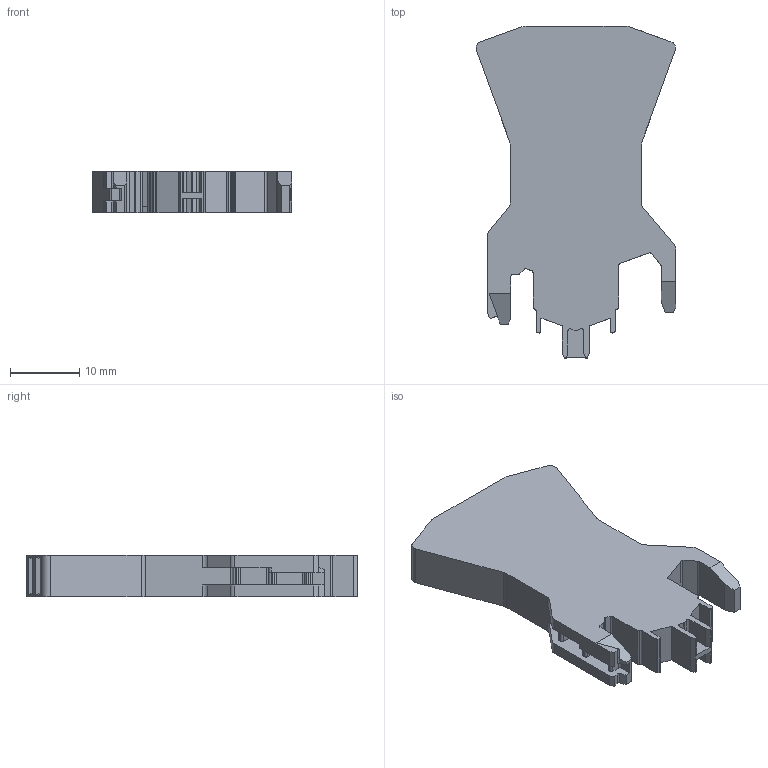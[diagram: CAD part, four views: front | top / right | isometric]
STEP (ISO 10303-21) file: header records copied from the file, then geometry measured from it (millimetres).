
FILE_DESCRIPTION(/* description */ (''),/* implementation_level */ '2;1');
FILE_NAME(/* name */ '3633_ZS_H3_ZTR_150_iso.stp',/* time_stamp */ '2011-08-04T15:17:27+02:00',/* author */ (''),/* organization */ (''),/* preprocessor_version */ 'ST-DEVELOPER v11',/* originating_system */ 'SIEMENS UGS NX 6.0',/* authorisation */ '');
FILE_SCHEMA (('CONFIG_CONTROL_DESIGN'));
Length unit declared in the file: millimetre
Products named in the file (1): 3633_ZS_H3_ZTR_150_iso
Bounding box: 28.95 x 48.1 x 6 mm (x, y, z)
Volume: 5461.4 mm3; surface area: 3289.9 mm2
Topology: 1 solids, 1 shells, 210 faces, 606 edges, 401 vertices
Faces by surface type: plane 139, cylinder 71
Entity records: 6984 total; most frequent: CARTESIAN_POINT 1221, ORIENTED_EDGE 1214, DIRECTION 1176, EDGE_CURVE 607, LINE 460, VECTOR 460, VERTEX_POINT 403, AXIS2_PLACEMENT_3D 358
